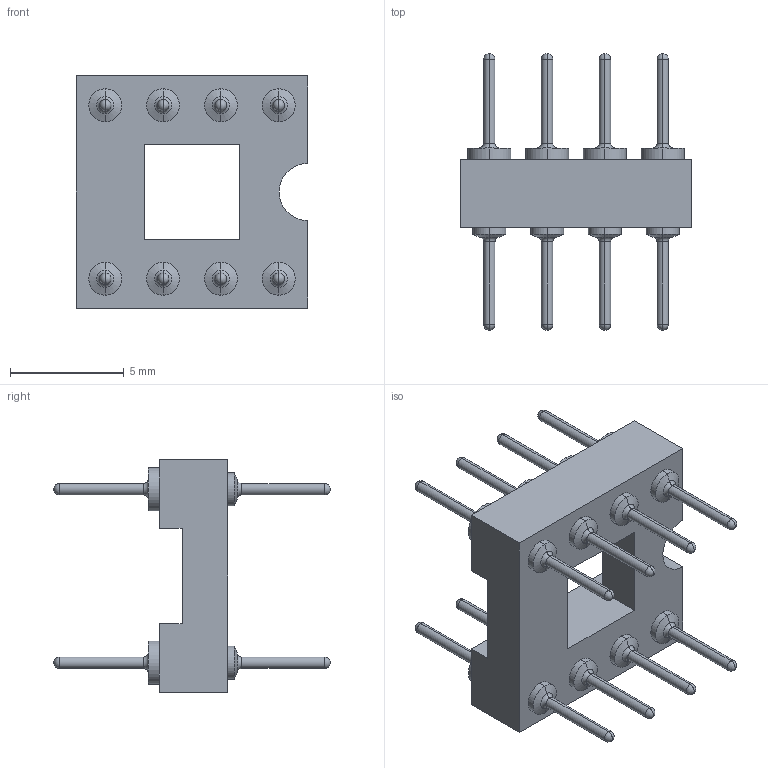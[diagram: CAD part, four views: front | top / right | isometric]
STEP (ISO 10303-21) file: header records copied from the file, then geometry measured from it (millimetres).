
FILE_DESCRIPTION (( 'STEP AP203' ), '1' );
FILE_NAME ('2227P-08G-03.STEP', '2020-03-13T09:35:31', ( '' ), ( '' ), 'SwSTEP 2.0', 'SolidWorks 2018', '' );
FILE_SCHEMA (( 'CONFIG_CONTROL_DESIGN' ));
Length unit declared in the file: millimetre
Products named in the file (3): 802-2227P-GPIN; 801-2227P-08-03; 2227P-08G-03
Assembly tree (9 placements, depth 2):
  2227P-08G-03
    801-2227P-08-03
    802-2227P-GPIN  x8
Bounding box: 10.16 x 12.15 x 10.2 mm (x, y, z)
Volume: 257.4 mm3; surface area: 731.5 mm2
Topology: 9 solids, 9 shells, 215 faces, 506 edges, 300 vertices
Faces by surface type: cylinder 97, plane 38, sphere 32, torus 32, cone 16
Entity records: 2749 total; most frequent: DIRECTION 444, CARTESIAN_POINT 377, ORIENTED_EDGE 352, AXIS2_PLACEMENT_3D 181, EDGE_CURVE 176, VERTEX_POINT 114, EDGE_LOOP 102, CIRCLE 94
